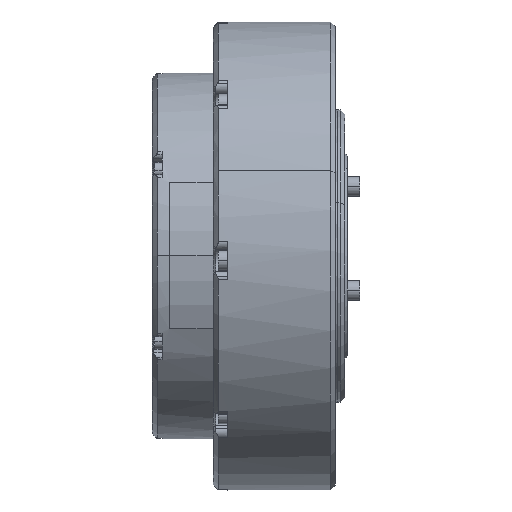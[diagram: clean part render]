
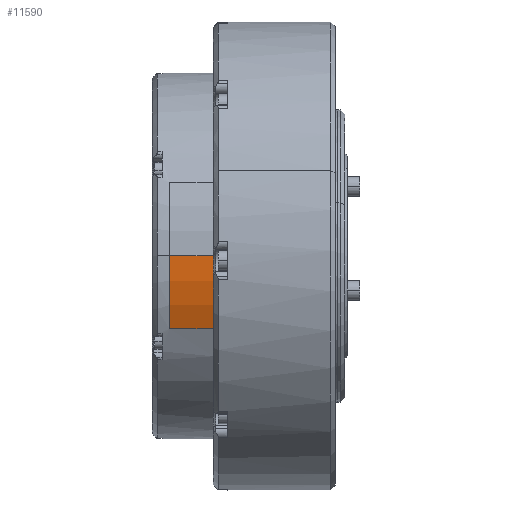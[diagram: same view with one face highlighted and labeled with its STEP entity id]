
A CAD part, top view. The second image highlights one B-rep face of the part: STEP entity #11590.
In plain terms, the highlighted cylindrical face has radius 36.3 mm (diameter 72.6 mm), a partial arc.
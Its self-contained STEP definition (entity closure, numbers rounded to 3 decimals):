
#296 = CARTESIAN_POINT ( 'NONE',  ( 72.561, -12.055, 0. ) ) ;
#420 = CIRCLE ( 'NONE', #28922, 36.3 ) ;
#524 = CARTESIAN_POINT ( 'NONE',  ( -30.111, -12.055, 0. ) ) ;
#1697 = CIRCLE ( 'NONE', #30567, 36.3 ) ;
#1950 = LINE ( 'NONE', #28051, #12770 ) ;
#2727 = EDGE_CURVE ( 'NONE', #12330, #9756, #16936, .T. ) ;
#5129 = VERTEX_POINT ( 'NONE', #25158 ) ;
#5226 = ORIENTED_EDGE ( 'NONE', *, *, #17593, .T. ) ;
#5639 = CARTESIAN_POINT ( 'NONE',  ( -39.111, -12.055, 0. ) ) ;
#6036 = EDGE_CURVE ( 'NONE', #9756, #13129, #420, .T. ) ;
#6893 = VECTOR ( 'NONE', #9164, 1000. ) ;
#6922 = EDGE_CURVE ( 'NONE', #13129, #5129, #1950, .T. ) ;
#7963 = DIRECTION ( 'NONE',  ( -1., 0., 0. ) ) ;
#8122 = ORIENTED_EDGE ( 'NONE', *, *, #6922, .T. ) ;
#8426 = DIRECTION ( 'NONE',  ( 0., 0., 1. ) ) ;
#8624 = CARTESIAN_POINT ( 'NONE',  ( -30.111, -27.055, 33.056 ) ) ;
#9017 = DIRECTION ( 'NONE',  ( 0., 0., 1. ) ) ;
#9164 = DIRECTION ( 'NONE',  ( 1., 0., 0. ) ) ;
#9756 = VERTEX_POINT ( 'NONE', #8624 ) ;
#11590 = ADVANCED_FACE ( 'NONE', ( #12677 ), #22658, .T. ) ;
#11963 = ORIENTED_EDGE ( 'NONE', *, *, #2727, .T. ) ;
#12253 = AXIS2_PLACEMENT_3D ( 'NONE', #296, #7963, #16356 ) ;
#12330 = VERTEX_POINT ( 'NONE', #14294 ) ;
#12677 = FACE_OUTER_BOUND ( 'NONE', #12780, .T. ) ;
#12770 = VECTOR ( 'NONE', #25595, 1000. ) ;
#12780 = EDGE_LOOP ( 'NONE', ( #24068, #8122, #5226, #11963 ) ) ;
#13129 = VERTEX_POINT ( 'NONE', #26068 ) ;
#14294 = CARTESIAN_POINT ( 'NONE',  ( -39.111, -27.055, 33.056 ) ) ;
#16356 = DIRECTION ( 'NONE',  ( 0., 0., 1. ) ) ;
#16936 = LINE ( 'NONE', #30089, #6893 ) ;
#17593 = EDGE_CURVE ( 'NONE', #5129, #12330, #1697, .T. ) ;
#22658 = CYLINDRICAL_SURFACE ( 'NONE', #12253, 36.3 ) ;
#24068 = ORIENTED_EDGE ( 'NONE', *, *, #6036, .T. ) ;
#24273 = DIRECTION ( 'NONE',  ( 1., 0., 0. ) ) ;
#24382 = DIRECTION ( 'NONE',  ( -1., 0., 0. ) ) ;
#25158 = CARTESIAN_POINT ( 'NONE',  ( -39.111, -12.055, 36.3 ) ) ;
#25595 = DIRECTION ( 'NONE',  ( -1., 0., 0. ) ) ;
#26068 = CARTESIAN_POINT ( 'NONE',  ( -30.111, -12.055, 36.3 ) ) ;
#28051 = CARTESIAN_POINT ( 'NONE',  ( 72.561, -12.055, 36.3 ) ) ;
#28922 = AXIS2_PLACEMENT_3D ( 'NONE', #524, #24382, #8426 ) ;
#30089 = CARTESIAN_POINT ( 'NONE',  ( -51.071, -27.055, 33.056 ) ) ;
#30567 = AXIS2_PLACEMENT_3D ( 'NONE', #5639, #24273, #9017 ) ;
